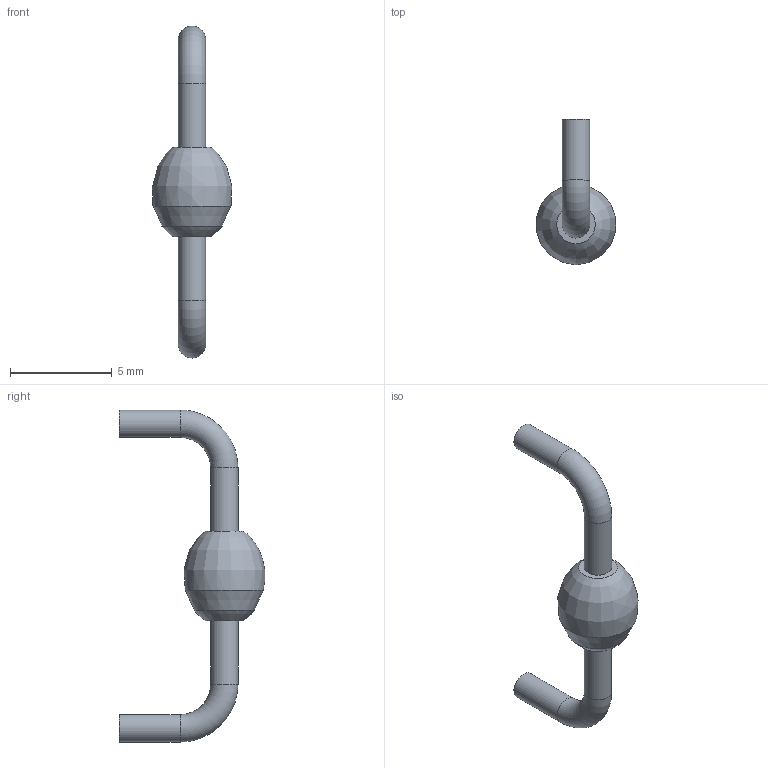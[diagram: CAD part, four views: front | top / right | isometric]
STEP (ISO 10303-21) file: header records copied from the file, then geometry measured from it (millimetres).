
FILE_DESCRIPTION(('STEP AP214'), '1');
FILE_NAME('Äèîä ÊÄ257À', '2019-04-04T13:41:51', ('user'), (''), 'ASCON STEP Converter 1.3', 'ASCON Math Kernel', '');
FILE_SCHEMA(('AUTOMOTIVE_DESIGN { 1 0 10303 214 3 1 1}'));
Length unit declared in the file: millimetre
Bounding box: 3.91 x 7.17 x 16.35 mm (x, y, z)
Volume: 67.9 mm3; surface area: 138.9 mm2
Topology: 1 solids, 1 shells, 14 faces, 22 edges, 13 vertices
Faces by surface type: plane 5, cylinder 4, revolution 2, torus 2, cone 1
Full cylindrical faces by diameter (mm): 1.35 x4
Entity records: 436 total; most frequent: DIRECTION 54, CARTESIAN_POINT 49, AXIS2_PLACEMENT_3D 26, EDGE_LOOP 26, ORIENTED_EDGE 26, FACE_OUTER_BOUND 18, COLOUR_RGB 15, FILL_AREA_STYLE_COLOUR 15
